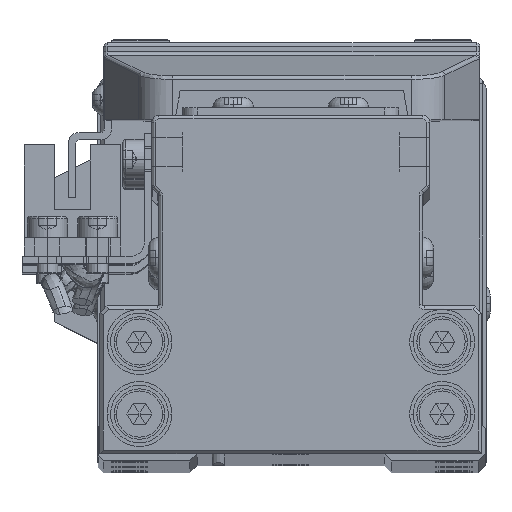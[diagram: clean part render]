
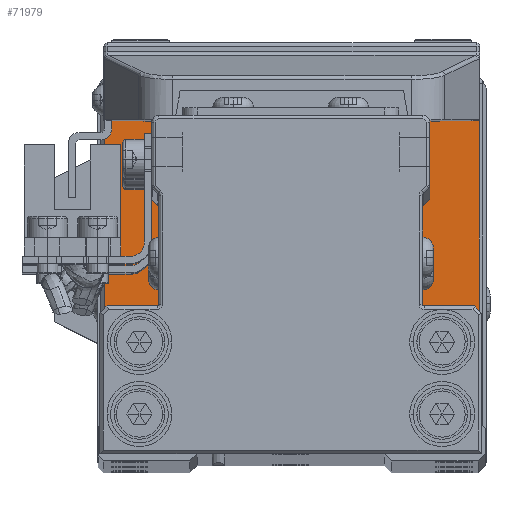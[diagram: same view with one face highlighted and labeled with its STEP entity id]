
A CAD part, top view. The second image highlights one B-rep face of the part: STEP entity #71979.
In plain terms, the highlighted planar face has unit normal (0, 0, 1).
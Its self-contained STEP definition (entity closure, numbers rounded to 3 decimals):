
#393 = ORIENTED_EDGE ( 'NONE', *, *, #72930, .T. ) ;
#718 = EDGE_CURVE ( 'NONE', #12438, #38127, #14777, .T. ) ;
#3122 = DIRECTION ( 'NONE',  ( 0., 0., 1. ) ) ;
#3617 = DIRECTION ( 'NONE',  ( 0., 0., 1. ) ) ;
#3801 = EDGE_CURVE ( 'NONE', #70373, #75097, #66140, .T. ) ;
#4262 = FACE_OUTER_BOUND ( 'NONE', #55236, .T. ) ;
#4397 = DIRECTION ( 'NONE',  ( 1., 0., 0. ) ) ;
#4475 = ORIENTED_EDGE ( 'NONE', *, *, #3801, .T. ) ;
#4938 = DIRECTION ( 'NONE',  ( 0., 0., 1. ) ) ;
#5872 = CARTESIAN_POINT ( 'NONE',  ( 7.068, 6.923, -470. ) ) ;
#5954 = DIRECTION ( 'NONE',  ( 0., 0., 1. ) ) ;
#12438 = VERTEX_POINT ( 'NONE', #47296 ) ;
#14250 = ORIENTED_EDGE ( 'NONE', *, *, #718, .T. ) ;
#14777 = CIRCLE ( 'NONE', #74341, 0.5 ) ;
#15731 = DIRECTION ( 'NONE',  ( 0., 0., 1. ) ) ;
#17432 = CARTESIAN_POINT ( 'NONE',  ( 59.068, 58.923, -470. ) ) ;
#18250 = PLANE ( 'NONE',  #75263 ) ;
#18450 = EDGE_CURVE ( 'NONE', #61822, #74950, #64953, .T. ) ;
#20538 = CARTESIAN_POINT ( 'NONE',  ( 59.068, 58.923, -470. ) ) ;
#20711 = VECTOR ( 'NONE', #4397, 1000. ) ;
#21802 = CIRCLE ( 'NONE', #80660, 0.5 ) ;
#23706 = DIRECTION ( 'NONE',  ( -1., 0., 0. ) ) ;
#23858 = EDGE_CURVE ( 'NONE', #75097, #47259, #21802, .T. ) ;
#26060 = CARTESIAN_POINT ( 'NONE',  ( 7.068, 6.923, -470. ) ) ;
#27294 = DIRECTION ( 'NONE',  ( 0., 1., 0. ) ) ;
#29023 = VECTOR ( 'NONE', #23706, 1000. ) ;
#32691 = ORIENTED_EDGE ( 'NONE', *, *, #63494, .T. ) ;
#32929 = CIRCLE ( 'NONE', #84549, 0.5 ) ;
#32934 = CARTESIAN_POINT ( 'NONE',  ( 59.068, 6.923, -470. ) ) ;
#33640 = EDGE_CURVE ( 'NONE', #47259, #12438, #56559, .T. ) ;
#36991 = CARTESIAN_POINT ( 'NONE',  ( 7.568, 59.423, -470. ) ) ;
#38127 = VERTEX_POINT ( 'NONE', #32934 ) ;
#38311 = CARTESIAN_POINT ( 'NONE',  ( 58.568, 6.423, -470. ) ) ;
#43516 = CARTESIAN_POINT ( 'NONE',  ( 58.568, 6.923, -470. ) ) ;
#44023 = CARTESIAN_POINT ( 'NONE',  ( 58.568, 58.923, -470. ) ) ;
#45342 = CARTESIAN_POINT ( 'NONE',  ( 0., 0., -470. ) ) ;
#46328 = CARTESIAN_POINT ( 'NONE',  ( 7.568, 58.923, -470. ) ) ;
#47259 = VERTEX_POINT ( 'NONE', #78167 ) ;
#47296 = CARTESIAN_POINT ( 'NONE',  ( 58.568, 6.423, -470. ) ) ;
#48170 = VECTOR ( 'NONE', #53216, 1000. ) ;
#48670 = ORIENTED_EDGE ( 'NONE', *, *, #81224, .T. ) ;
#50332 = DIRECTION ( 'NONE',  ( 1., 0., 0. ) ) ;
#50828 = DIRECTION ( 'NONE',  ( 1., 0., 0. ) ) ;
#51329 = CARTESIAN_POINT ( 'NONE',  ( 7.568, 59.423, -470. ) ) ;
#52175 = DIRECTION ( 'NONE',  ( 1., 0., 0. ) ) ;
#53169 = DIRECTION ( 'NONE',  ( 1., 0., 0. ) ) ;
#53216 = DIRECTION ( 'NONE',  ( 0., -1., 0. ) ) ;
#53666 = CIRCLE ( 'NONE', #63611, 0.5 ) ;
#55236 = EDGE_LOOP ( 'NONE', ( #32691, #4475, #80492, #66051, #14250, #48670, #393, #75152 ) ) ;
#56152 = CARTESIAN_POINT ( 'NONE',  ( 7.568, 6.923, -470. ) ) ;
#56559 = LINE ( 'NONE', #38311, #20711 ) ;
#58237 = VECTOR ( 'NONE', #27294, 1000. ) ;
#59919 = VERTEX_POINT ( 'NONE', #17432 ) ;
#60341 = CARTESIAN_POINT ( 'NONE',  ( 58.568, 59.423, -470. ) ) ;
#60713 = CARTESIAN_POINT ( 'NONE',  ( 7.068, 58.923, -470. ) ) ;
#61822 = VERTEX_POINT ( 'NONE', #60341 ) ;
#62952 = DIRECTION ( 'NONE',  ( 1., 0., 0. ) ) ;
#63494 = EDGE_CURVE ( 'NONE', #74950, #70373, #32929, .T. ) ;
#63611 = AXIS2_PLACEMENT_3D ( 'NONE', #44023, #3617, #50828 ) ;
#64953 = LINE ( 'NONE', #36991, #29023 ) ;
#66051 = ORIENTED_EDGE ( 'NONE', *, *, #33640, .T. ) ;
#66140 = LINE ( 'NONE', #26060, #48170 ) ;
#70373 = VERTEX_POINT ( 'NONE', #60713 ) ;
#71979 = ADVANCED_FACE ( 'NONE', ( #4262 ), #18250, .T. ) ;
#72930 = EDGE_CURVE ( 'NONE', #59919, #61822, #53666, .T. ) ;
#74341 = AXIS2_PLACEMENT_3D ( 'NONE', #43516, #3122, #50332 ) ;
#74950 = VERTEX_POINT ( 'NONE', #51329 ) ;
#75097 = VERTEX_POINT ( 'NONE', #5872 ) ;
#75152 = ORIENTED_EDGE ( 'NONE', *, *, #18450, .T. ) ;
#75263 = AXIS2_PLACEMENT_3D ( 'NONE', #45342, #4938, #52175 ) ;
#78167 = CARTESIAN_POINT ( 'NONE',  ( 7.568, 6.423, -470. ) ) ;
#78262 = LINE ( 'NONE', #20538, #58237 ) ;
#80492 = ORIENTED_EDGE ( 'NONE', *, *, #23858, .T. ) ;
#80660 = AXIS2_PLACEMENT_3D ( 'NONE', #56152, #15731, #62952 ) ;
#81224 = EDGE_CURVE ( 'NONE', #38127, #59919, #78262, .T. ) ;
#84549 = AXIS2_PLACEMENT_3D ( 'NONE', #46328, #5954, #53169 ) ;
